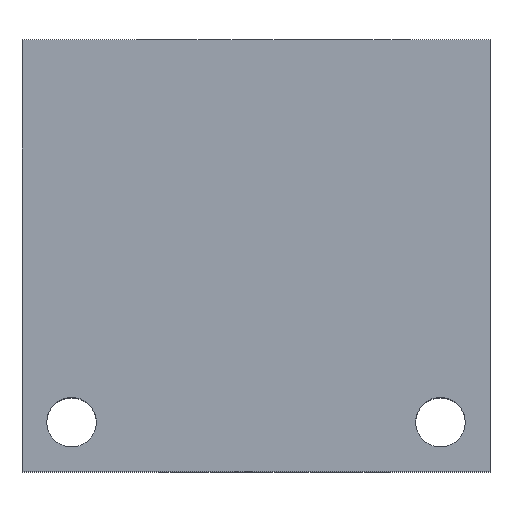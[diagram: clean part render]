
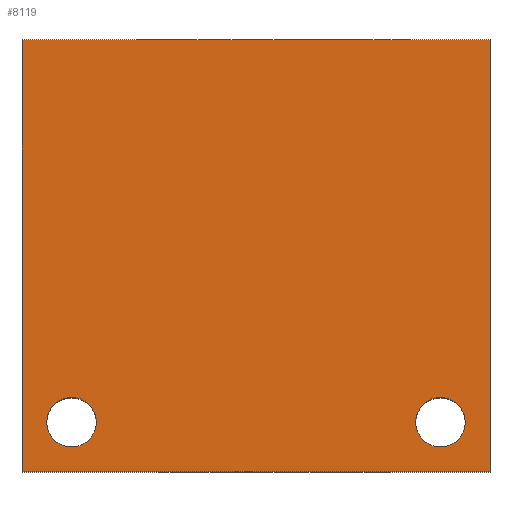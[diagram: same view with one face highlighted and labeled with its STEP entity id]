
A CAD part, top view. The second image highlights one B-rep face of the part: STEP entity #8119.
In plain terms, the highlighted planar face has unit normal (0, 0, 1).
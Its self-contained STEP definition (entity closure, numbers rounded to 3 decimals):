
#99=CIRCLE('',#8465,4.369);
#100=CIRCLE('',#8466,4.369);
#102=CIRCLE('',#8469,4.369);
#103=CIRCLE('',#8470,4.369);
#522=FACE_BOUND('',#1368,.T.);
#523=FACE_BOUND('',#1369,.T.);
#927=FACE_OUTER_BOUND('',#1367,.T.);
#1367=EDGE_LOOP('',(#7085,#7086,#7087,#7088));
#1368=EDGE_LOOP('',(#7089,#7090));
#1369=EDGE_LOOP('',(#7091,#7092));
#1754=LINE('',#10880,#2558);
#2171=LINE('',#13910,#2975);
#2174=LINE('',#13914,#2978);
#2176=LINE('',#13918,#2980);
#2558=VECTOR('',#9128,10.);
#2975=VECTOR('',#9949,10.);
#2978=VECTOR('',#9954,10.);
#2980=VECTOR('',#9960,10.);
#3247=VERTEX_POINT('',#10877);
#3248=VERTEX_POINT('',#10879);
#3723=VERTEX_POINT('',#13888);
#3724=VERTEX_POINT('',#13889);
#3726=VERTEX_POINT('',#13896);
#3727=VERTEX_POINT('',#13897);
#3731=VERTEX_POINT('',#13907);
#3732=VERTEX_POINT('',#13909);
#4131=EDGE_CURVE('',#3248,#3247,#1754,.T.);
#4840=EDGE_CURVE('',#3723,#3724,#99,.T.);
#4841=EDGE_CURVE('',#3724,#3723,#100,.T.);
#4844=EDGE_CURVE('',#3726,#3727,#102,.T.);
#4845=EDGE_CURVE('',#3727,#3726,#103,.T.);
#4850=EDGE_CURVE('',#3732,#3731,#2171,.T.);
#4853=EDGE_CURVE('',#3247,#3732,#2174,.T.);
#4855=EDGE_CURVE('',#3731,#3248,#2176,.T.);
#7085=ORIENTED_EDGE('',*,*,#4855,.T.);
#7086=ORIENTED_EDGE('',*,*,#4131,.T.);
#7087=ORIENTED_EDGE('',*,*,#4853,.T.);
#7088=ORIENTED_EDGE('',*,*,#4850,.T.);
#7089=ORIENTED_EDGE('',*,*,#4840,.T.);
#7090=ORIENTED_EDGE('',*,*,#4841,.T.);
#7091=ORIENTED_EDGE('',*,*,#4844,.T.);
#7092=ORIENTED_EDGE('',*,*,#4845,.T.);
#7355=PLANE('',#8476);
#8119=ADVANCED_FACE('',(#927,#522,#523),#7355,.T.);
#8465=AXIS2_PLACEMENT_3D('',#13890,#9929,#9930);
#8466=AXIS2_PLACEMENT_3D('',#13891,#9931,#9932);
#8469=AXIS2_PLACEMENT_3D('',#13898,#9938,#9939);
#8470=AXIS2_PLACEMENT_3D('',#13899,#9940,#9941);
#8476=AXIS2_PLACEMENT_3D('',#13919,#9961,#9962);
#9128=DIRECTION('',(0.,1.,0.));
#9929=DIRECTION('center_axis',(0.,0.,-1.));
#9930=DIRECTION('ref_axis',(1.,0.,0.));
#9931=DIRECTION('center_axis',(0.,0.,-1.));
#9932=DIRECTION('ref_axis',(1.,0.,0.));
#9938=DIRECTION('center_axis',(0.,0.,-1.));
#9939=DIRECTION('ref_axis',(1.,0.,0.));
#9940=DIRECTION('center_axis',(0.,0.,-1.));
#9941=DIRECTION('ref_axis',(1.,0.,0.));
#9949=DIRECTION('',(0.,-1.,0.));
#9954=DIRECTION('',(-1.,0.,0.));
#9960=DIRECTION('',(1.,0.,0.));
#9961=DIRECTION('center_axis',(0.,0.,1.));
#9962=DIRECTION('ref_axis',(1.,0.,0.));
#10877=CARTESIAN_POINT('',(82.55,76.2,50.8));
#10879=CARTESIAN_POINT('',(82.55,0.,50.8));
#10880=CARTESIAN_POINT('',(82.55,0.,50.8));
#13888=CARTESIAN_POINT('',(13.106,8.738,50.8));
#13889=CARTESIAN_POINT('',(4.369,8.738,50.8));
#13890=CARTESIAN_POINT('Origin',(8.738,8.738,50.8));
#13891=CARTESIAN_POINT('Origin',(8.738,8.738,50.8));
#13896=CARTESIAN_POINT('',(78.181,8.738,50.8));
#13897=CARTESIAN_POINT('',(69.444,8.738,50.8));
#13898=CARTESIAN_POINT('Origin',(73.812,8.738,50.8));
#13899=CARTESIAN_POINT('Origin',(73.812,8.738,50.8));
#13907=CARTESIAN_POINT('',(0.,0.,50.8));
#13909=CARTESIAN_POINT('',(0.,76.2,50.8));
#13910=CARTESIAN_POINT('',(0.,76.2,50.8));
#13914=CARTESIAN_POINT('',(82.55,76.2,50.8));
#13918=CARTESIAN_POINT('',(0.,0.,50.8));
#13919=CARTESIAN_POINT('Origin',(41.275,38.1,50.8));
